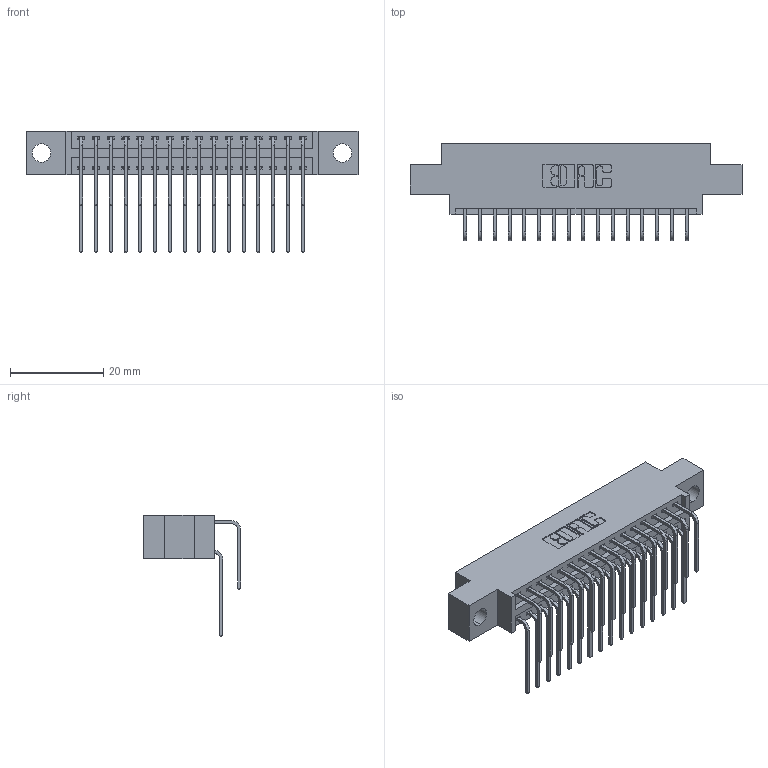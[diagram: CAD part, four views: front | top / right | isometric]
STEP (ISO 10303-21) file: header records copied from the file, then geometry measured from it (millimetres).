
FILE_DESCRIPTION (( 'STEP AP203' ), '1' );
FILE_NAME ('346-032-559-804.STEP', '2022-05-19T18:45:22', ( '' ), ( '' ), 'SwSTEP 2.0', 'SolidWorks 2020', '' );
FILE_SCHEMA (( 'CONFIG_CONTROL_DESIGN' ));
Length unit declared in the file: inch
Products named in the file (4): 346-032-559-804; 345-292-001_559 Tail - 2; 346 Part_0.170 Offset - 0.156 Dia-TH; 345-292-001_558 559 Tail - 1
Assembly tree (33 placements, depth 2):
  346-032-559-804
    346 Part_0.170 Offset - 0.156 Dia-TH
    345-292-001_558 559 Tail - 1  x16
    345-292-001_559 Tail - 2  x16
Bounding box: 71.37 x 20.89 x 26.16 mm (x, y, z)
Volume: 6682 mm3; surface area: 9689.2 mm2
Topology: 33 solids, 33 shells, 1868 faces, 5529 edges, 3642 vertices
Faces by surface type: plane 1278, cylinder 590
Entity records: 16277 total; most frequent: CARTESIAN_POINT 2777, ORIENTED_EDGE 2658, DIRECTION 2469, EDGE_CURVE 1329, VECTOR 1093, LINE 1093, VERTEX_POINT 882, AXIS2_PLACEMENT_3D 688
